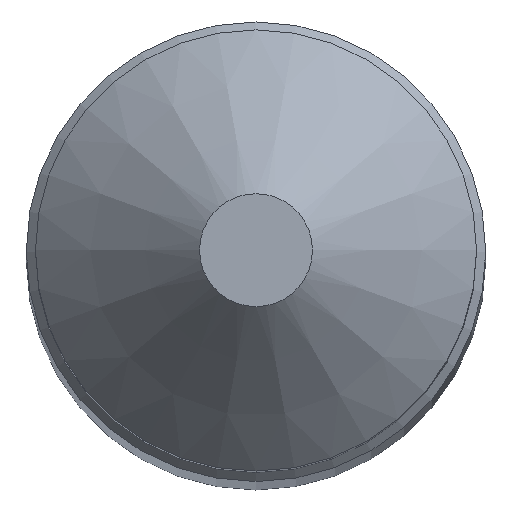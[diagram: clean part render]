
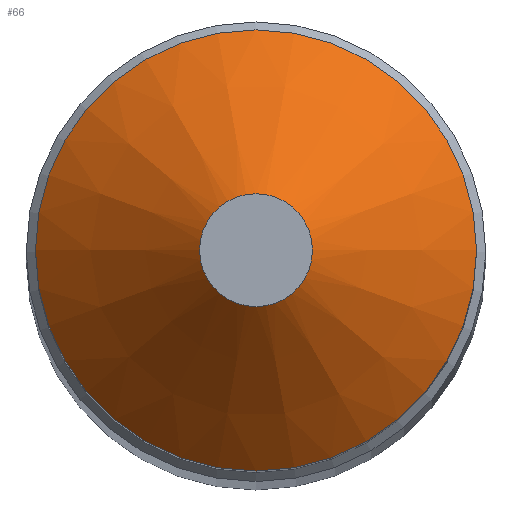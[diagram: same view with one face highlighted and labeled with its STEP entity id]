
A CAD part, top view. The second image highlights one B-rep face of the part: STEP entity #66.
In plain terms, the highlighted conical face has half-angle 45 degrees and reference radius 0.344 mm.
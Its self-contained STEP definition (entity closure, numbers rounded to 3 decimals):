
#54=CONICAL_SURFACE('',#272,0.344,45.);
#66=ADVANCED_FACE('',(#94,#95),#54,.T.);
#94=FACE_BOUND('',#121,.T.);
#95=FACE_BOUND('',#122,.T.);
#121=EDGE_LOOP('',(#151));
#122=EDGE_LOOP('',(#152));
#151=ORIENTED_EDGE('',*,*,#189,.F.);
#152=ORIENTED_EDGE('',*,*,#190,.T.);
#174=VERTEX_POINT('',#408);
#175=VERTEX_POINT('',#411);
#189=EDGE_CURVE('',#174,#174,#204,.T.);
#190=EDGE_CURVE('',#175,#175,#205,.T.);
#204=CIRCLE('',#269,0.344);
#205=CIRCLE('',#271,1.344);
#269=AXIS2_PLACEMENT_3D('',#407,#324,#325);
#271=AXIS2_PLACEMENT_3D('',#410,#328,#329);
#272=AXIS2_PLACEMENT_3D('',#412,#330,#331);
#324=DIRECTION('',(0.,0.,1.));
#325=DIRECTION('',(1.,0.,0.));
#328=DIRECTION('',(0.,0.,1.));
#329=DIRECTION('',(-1.,0.,0.));
#330=DIRECTION('',(0.,0.,-1.));
#331=DIRECTION('',(-1.,0.,0.));
#407=CARTESIAN_POINT('',(0.,0.,0.));
#408=CARTESIAN_POINT('',(0.344,0.,0.));
#410=CARTESIAN_POINT('',(0.,0.,-1.));
#411=CARTESIAN_POINT('',(-1.344,0.,-1.));
#412=CARTESIAN_POINT('',(0.,0.,0.));
